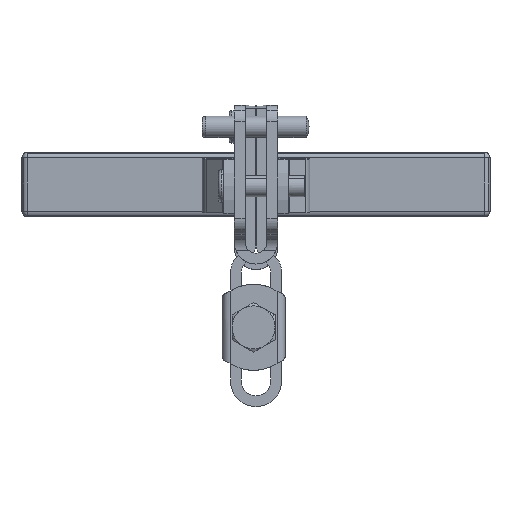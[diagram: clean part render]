
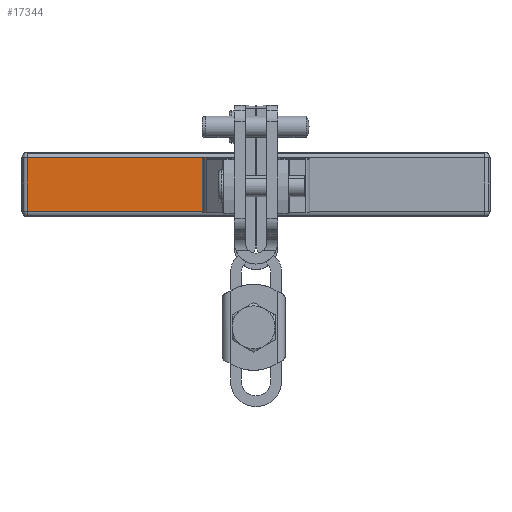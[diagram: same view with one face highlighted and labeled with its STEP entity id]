
A CAD part, front view. The second image highlights one B-rep face of the part: STEP entity #17344.
In plain terms, the highlighted planar face has unit normal (0, -1, -0.004).
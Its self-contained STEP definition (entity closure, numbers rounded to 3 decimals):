
#101=CARTESIAN_POINT('',(-177.371,100.072,7.625));
#102=VERTEX_POINT('',#101);
#110=CARTESIAN_POINT('',(-138.871,100.072,7.625));
#111=VERTEX_POINT('',#110);
#112=CARTESIAN_POINT('',(-177.371,100.072,7.625));
#113=DIRECTION('',(1.0,0.0,0.0));
#114=VECTOR('',#113,38.5);
#115=LINE('',#112,#114);
#116=EDGE_CURVE('',#102,#111,#115,.T.);
#223=CARTESIAN_POINT('',(-138.871,100.111,-2.375));
#224=VERTEX_POINT('',#223);
#232=CARTESIAN_POINT('',(-177.371,100.111,-2.375));
#233=VERTEX_POINT('',#232);
#234=CARTESIAN_POINT('',(-138.871,100.111,-2.375));
#235=DIRECTION('',(-1.0,0.0,0.0));
#236=VECTOR('',#235,38.5);
#237=LINE('',#234,#236);
#238=EDGE_CURVE('',#224,#233,#237,.T.);
#272=CARTESIAN_POINT('',(-177.371,100.111,-2.375));
#273=DIRECTION('',(0.0,-0.004,1.));
#274=VECTOR('',#273,10.);
#275=LINE('',#272,#274);
#276=EDGE_CURVE('',#233,#102,#275,.T.);
#17328=CARTESIAN_POINT('',(-187.677,100.115,-3.375));
#17329=DIRECTION('',(0.,1.,0.004));
#17330=DIRECTION('',(-1.0,0.0,0.0));
#17331=AXIS2_PLACEMENT_3D('',#17328,#17329,#17330);
#17332=PLANE('',#17331);
#17333=ORIENTED_EDGE('',*,*,#238,.F.);
#17334=CARTESIAN_POINT('',(-138.871,100.072,7.625));
#17335=DIRECTION('',(0.0,0.004,-1.));
#17336=VECTOR('',#17335,10.);
#17337=LINE('',#17334,#17336);
#17338=EDGE_CURVE('',#111,#224,#17337,.T.);
#17339=ORIENTED_EDGE('',*,*,#17338,.F.);
#17340=ORIENTED_EDGE('',*,*,#116,.F.);
#17341=ORIENTED_EDGE('',*,*,#276,.F.);
#17342=EDGE_LOOP('',(#17333,#17339,#17340,#17341));
#17343=FACE_OUTER_BOUND('',#17342,.T.);
#17344=ADVANCED_FACE('',(#17343),#17332,.F.);
